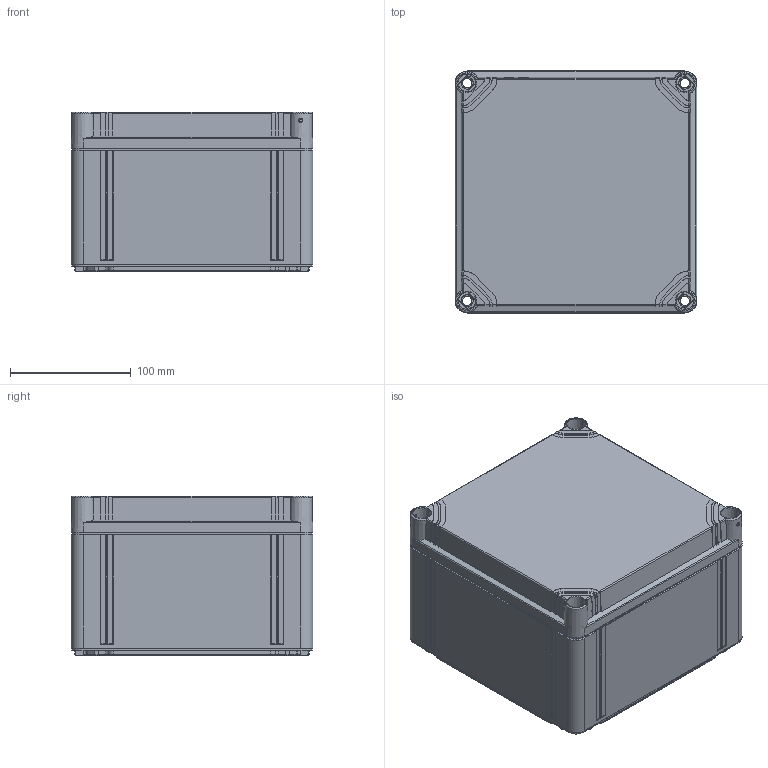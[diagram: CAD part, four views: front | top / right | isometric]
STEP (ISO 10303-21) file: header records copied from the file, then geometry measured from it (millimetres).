
FILE_DESCRIPTION((''),'2;1');
FILE_NAME('OPCP202013G_ASM','2008-12-19T',('pasi_koskela'),(''),'PRO/ENGINEER BY PARAMETRIC TECHNOLOGY CORPORATION, 2008250','PRO/ENGINEER BY PARAMETRIC TECHNOLOGY CORPORATION, 2008250','');
FILE_SCHEMA(('AUTOMOTIVE_DESIGN_CC2 { 1 2 10303 214 -1 1 5 2 }'));
Products named in the file (3): OPCP202010B; OPCG202003L; OPCP202013G_ASM
Assembly tree (2 placements, depth 2):
  OPCP202013G_ASM
    OPCP202010B
    OPCG202003L
Bounding box: 200 x 200 x 132 mm (x, y, z)
Volume: 862402 mm3; surface area: 454011.1 mm2
Topology: 2 solids, 2 shells, 2129 faces, 5530 edges, 3497 vertices
Faces by surface type: plane 1043, cone 432, cylinder 406, torus 190, bspline 56, sphere 2
Entity records: 89810 total; most frequent: CARTESIAN_POINT 21127, ORIENTED_EDGE 11056, DIRECTION 10556, PRESENTATION_STYLE_ASSIGNMENT 5530, STYLED_ITEM 5530, CURVE_STYLE 5528, EDGE_CURVE 5528, AXIS2_PLACEMENT_3D 3646
